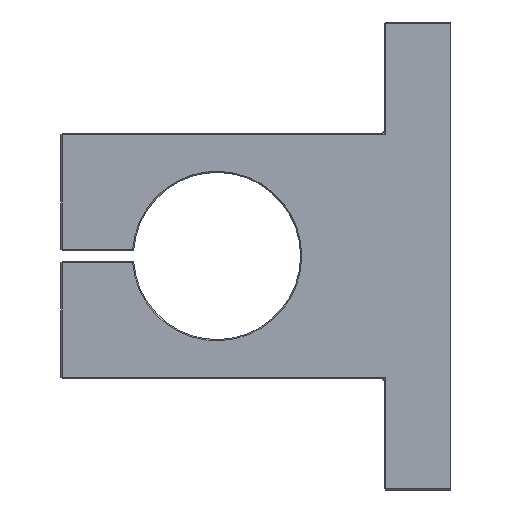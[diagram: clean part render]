
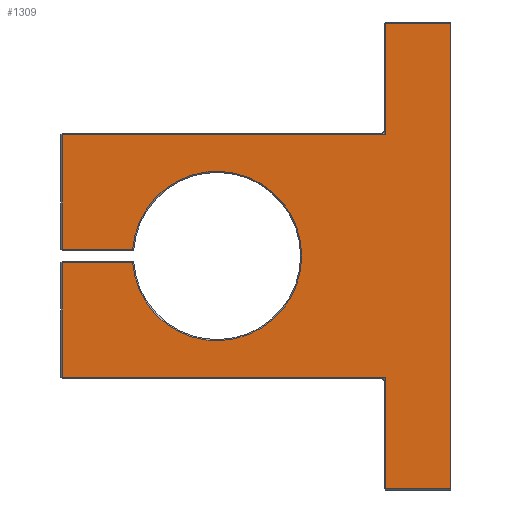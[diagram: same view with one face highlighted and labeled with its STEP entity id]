
A CAD part, left-side view. The second image highlights one B-rep face of the part: STEP entity #1309.
In plain terms, the highlighted planar face has unit normal (-1, 0, 0).
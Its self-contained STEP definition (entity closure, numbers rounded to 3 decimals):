
#3 = CARTESIAN_POINT ( 'NONE',  ( -14., 69.8, 21.8 ) ) ;
#4 = CARTESIAN_POINT ( 'NONE',  ( -14., 69.8, -22. ) ) ;
#7 = CARTESIAN_POINT ( 'NONE',  ( -14., 11.8, -41.8 ) ) ;
#8 = CARTESIAN_POINT ( 'NONE',  ( -14., 69.8, -21.8 ) ) ;
#17 = DIRECTION ( 'NONE',  ( 0., 1., 0. ) ) ;
#45 = CARTESIAN_POINT ( 'NONE',  ( -14., 0., 41.8 ) ) ;
#51 = CARTESIAN_POINT ( 'NONE',  ( -14., 0., -41.8 ) ) ;
#52 = CARTESIAN_POINT ( 'NONE',  ( -14., 69.8, -1.2 ) ) ;
#119 = CARTESIAN_POINT ( 'NONE',  ( -14., 42., 0. ) ) ;
#124 = PLANE ( 'NONE',  #907 ) ;
#129 = DIRECTION ( 'NONE',  ( 1., 0., 0. ) ) ;
#132 = DIRECTION ( 'NONE',  ( 0., 0., -1. ) ) ;
#139 = CARTESIAN_POINT ( 'NONE',  ( -14., 11.8, 41.8 ) ) ;
#189 = CARTESIAN_POINT ( 'NONE',  ( -14., 70., -1.2 ) ) ;
#190 = DIRECTION ( 'NONE',  ( 0., 0., -1. ) ) ;
#230 = CARTESIAN_POINT ( 'NONE',  ( -14., 12., 41.8 ) ) ;
#238 = DIRECTION ( 'NONE',  ( 0., 1., 0. ) ) ;
#323 = CARTESIAN_POINT ( 'NONE',  ( -14., 11.8, -21.8 ) ) ;
#324 = CARTESIAN_POINT ( 'NONE',  ( -14., 11.8, 21.8 ) ) ;
#327 = CARTESIAN_POINT ( 'NONE',  ( -14., 69.8, 1.2 ) ) ;
#329 = CARTESIAN_POINT ( 'NONE',  ( -14., 57.153, 1.2 ) ) ;
#333 = CARTESIAN_POINT ( 'NONE',  ( -14., 57.153, -1.2 ) ) ;
#417 = EDGE_CURVE ( 'NONE', #998, #1036, #1222, .T. ) ;
#418 = EDGE_CURVE ( 'NONE', #1036, #1043, #1260, .T. ) ;
#421 = EDGE_CURVE ( 'NONE', #1043, #1035, #1255, .T. ) ;
#478 = EDGE_CURVE ( 'NONE', #1033, #1038, #658, .T. ) ;
#497 = EDGE_CURVE ( 'NONE', #1044, #1039, #690, .T. ) ;
#499 = EDGE_CURVE ( 'NONE', #1039, #1042, #694, .T. ) ;
#500 = EDGE_CURVE ( 'NONE', #1042, #1081, #696, .T. ) ;
#504 = EDGE_CURVE ( 'NONE', #1035, #1033, #704, .T. ) ;
#524 = EDGE_CURVE ( 'NONE', #1075, #1081, #738, .T. ) ;
#544 = EDGE_CURVE ( 'NONE', #1038, #1082, #761, .T. ) ;
#547 = EDGE_CURVE ( 'NONE', #1082, #1044, #757, .T. ) ;
#658 = CIRCLE ( 'NONE', #942, 15.2 ) ;
#690 = LINE ( 'NONE', #1560, #691 ) ;
#691 = VECTOR ( 'NONE', #1548, 1000. ) ;
#694 = LINE ( 'NONE', #1549, #695 ) ;
#695 = VECTOR ( 'NONE', #1686, 1000. ) ;
#696 = LINE ( 'NONE', #1586, #697 ) ;
#697 = VECTOR ( 'NONE', #1688, 1000. ) ;
#704 = LINE ( 'NONE', #1668, #705 ) ;
#705 = VECTOR ( 'NONE', #1631, 1000. ) ;
#738 = LINE ( 'NONE', #1636, #739 ) ;
#739 = VECTOR ( 'NONE', #1610, 1000. ) ;
#757 = LINE ( 'NONE', #4, #765 ) ;
#761 = LINE ( 'NONE', #189, #762 ) ;
#762 = VECTOR ( 'NONE', #238, 1000. ) ;
#765 = VECTOR ( 'NONE', #190, 1000. ) ;
#773 = LINE ( 'NONE', #230, #774 ) ;
#774 = VECTOR ( 'NONE', #17, 1000. ) ;
#785 = FACE_OUTER_BOUND ( 'NONE', #1364, .T. ) ;
#907 = AXIS2_PLACEMENT_3D ( 'NONE', #119, #129, #132 ) ;
#942 = AXIS2_PLACEMENT_3D ( 'NONE', #1749, #1599, #1646 ) ;
#957 = EDGE_CURVE ( 'NONE', #1075, #998, #773, .T. ) ;
#993 = CARTESIAN_POINT ( 'NONE',  ( -14., 70., 21.8 ) ) ;
#998 = VERTEX_POINT ( 'NONE', #139 ) ;
#1004 = DIRECTION ( 'NONE',  ( 0., 1., 0. ) ) ;
#1025 = DIRECTION ( 'NONE',  ( 0., 0., -1. ) ) ;
#1030 = CARTESIAN_POINT ( 'NONE',  ( -14., 11.8, 22. ) ) ;
#1033 = VERTEX_POINT ( 'NONE', #329 ) ;
#1035 = VERTEX_POINT ( 'NONE', #327 ) ;
#1036 = VERTEX_POINT ( 'NONE', #324 ) ;
#1038 = VERTEX_POINT ( 'NONE', #333 ) ;
#1039 = VERTEX_POINT ( 'NONE', #323 ) ;
#1042 = VERTEX_POINT ( 'NONE', #7 ) ;
#1043 = VERTEX_POINT ( 'NONE', #3 ) ;
#1044 = VERTEX_POINT ( 'NONE', #8 ) ;
#1067 = DIRECTION ( 'NONE',  ( 0., 0., -1. ) ) ;
#1068 = CARTESIAN_POINT ( 'NONE',  ( -14., 69.8, 1. ) ) ;
#1075 = VERTEX_POINT ( 'NONE', #45 ) ;
#1081 = VERTEX_POINT ( 'NONE', #51 ) ;
#1082 = VERTEX_POINT ( 'NONE', #52 ) ;
#1222 = LINE ( 'NONE', #1030, #1228 ) ;
#1228 = VECTOR ( 'NONE', #1025, 1000. ) ;
#1236 = VECTOR ( 'NONE', #1004, 1000. ) ;
#1255 = LINE ( 'NONE', #1068, #1285 ) ;
#1260 = LINE ( 'NONE', #993, #1236 ) ;
#1285 = VECTOR ( 'NONE', #1067, 1000. ) ;
#1309 = ADVANCED_FACE ( 'NONE', ( #785 ), #124, .F. ) ;
#1364 = EDGE_LOOP ( 'NONE', ( #1474, #1480, #1481, #1482, #1475, #1476, #1478, #1483, #1485, #1484, #1469, #1488 ) ) ;
#1469 = ORIENTED_EDGE ( 'NONE', *, *, #547, .T. ) ;
#1474 = ORIENTED_EDGE ( 'NONE', *, *, #499, .T. ) ;
#1475 = ORIENTED_EDGE ( 'NONE', *, *, #417, .T. ) ;
#1476 = ORIENTED_EDGE ( 'NONE', *, *, #418, .T. ) ;
#1478 = ORIENTED_EDGE ( 'NONE', *, *, #421, .T. ) ;
#1480 = ORIENTED_EDGE ( 'NONE', *, *, #500, .T. ) ;
#1481 = ORIENTED_EDGE ( 'NONE', *, *, #524, .F. ) ;
#1482 = ORIENTED_EDGE ( 'NONE', *, *, #957, .T. ) ;
#1483 = ORIENTED_EDGE ( 'NONE', *, *, #504, .T. ) ;
#1484 = ORIENTED_EDGE ( 'NONE', *, *, #544, .T. ) ;
#1485 = ORIENTED_EDGE ( 'NONE', *, *, #478, .T. ) ;
#1488 = ORIENTED_EDGE ( 'NONE', *, *, #497, .T. ) ;
#1548 = DIRECTION ( 'NONE',  ( 0., -1., 0. ) ) ;
#1549 = CARTESIAN_POINT ( 'NONE',  ( -14., 11.8, -42. ) ) ;
#1560 = CARTESIAN_POINT ( 'NONE',  ( -14., 12., -21.8 ) ) ;
#1586 = CARTESIAN_POINT ( 'NONE',  ( -14., 0., -41.8 ) ) ;
#1599 = DIRECTION ( 'NONE',  ( 1., 0., 0. ) ) ;
#1610 = DIRECTION ( 'NONE',  ( 0., 0., -1. ) ) ;
#1631 = DIRECTION ( 'NONE',  ( 0., -1., 0. ) ) ;
#1636 = CARTESIAN_POINT ( 'NONE',  ( -14., 0., 42. ) ) ;
#1646 = DIRECTION ( 'NONE',  ( 0., 0., -1. ) ) ;
#1668 = CARTESIAN_POINT ( 'NONE',  ( -14., 56.967, 1.2 ) ) ;
#1686 = DIRECTION ( 'NONE',  ( 0., 0., -1. ) ) ;
#1688 = DIRECTION ( 'NONE',  ( 0., -1., 0. ) ) ;
#1749 = CARTESIAN_POINT ( 'NONE',  ( -14., 42., 0. ) ) ;
